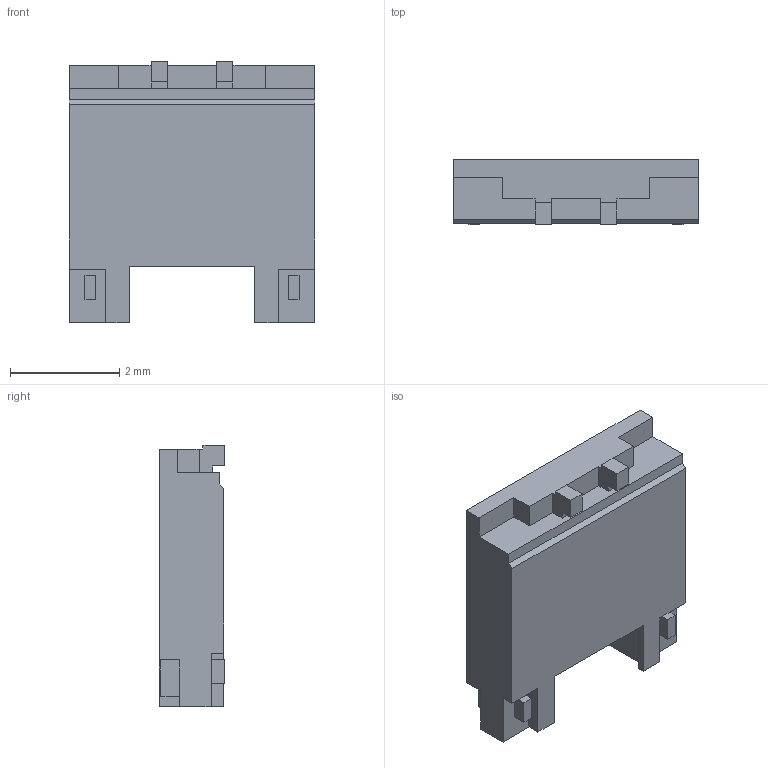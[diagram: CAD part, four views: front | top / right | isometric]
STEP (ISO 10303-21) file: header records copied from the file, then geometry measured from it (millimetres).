
FILE_DESCRIPTION((''),'2;1');
FILE_NAME('2026560021','2017-11-28T',('ghp'),(''),'PRO/ENGINEER BY PARAMETRIC TECHNOLOGY CORPORATION, 2012310','PRO/ENGINEER BY PARAMETRIC TECHNOLOGY CORPORATION, 2012310','');
FILE_SCHEMA(('CONFIG_CONTROL_DESIGN'));
Length unit declared in the file: millimetre
Products named in the file (1): 2026560021
Bounding box: 4.5 x 1.2 x 4.79 mm (x, y, z)
Volume: 11.6 mm3; surface area: 75.4 mm2
Topology: 1 solids, 1 shells, 88 faces, 252 edges, 168 vertices
Faces by surface type: plane 88
Entity records: 2858 total; most frequent: CARTESIAN_POINT 509, ORIENTED_EDGE 504, DIRECTION 430, VECTOR 252, LINE 252, EDGE_CURVE 252, VERTEX_POINT 168, EDGE_LOOP 90
